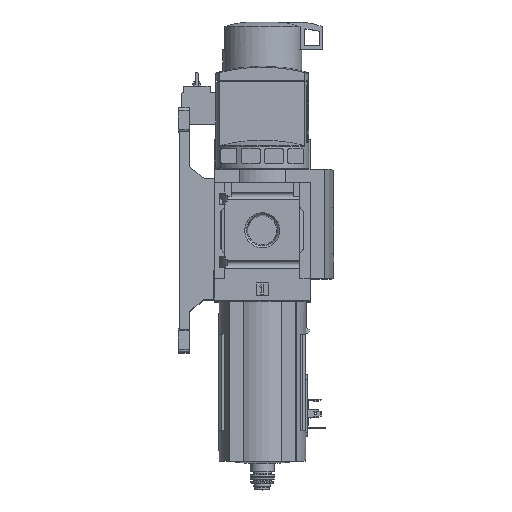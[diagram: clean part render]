
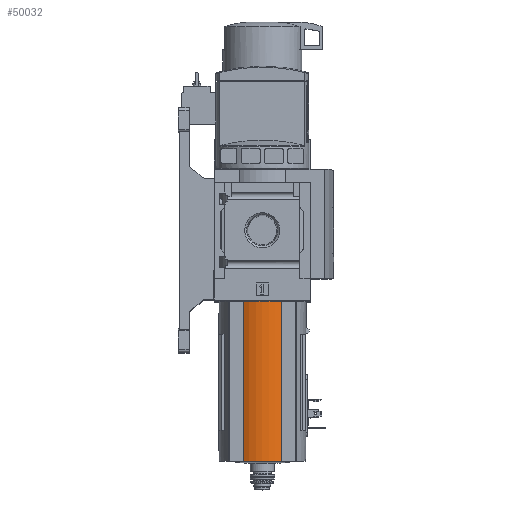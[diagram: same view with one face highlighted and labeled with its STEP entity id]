
A CAD part, top view. The second image highlights one B-rep face of the part: STEP entity #50032.
In plain terms, the highlighted cylindrical face has radius 24.8 mm (diameter 49.6 mm), a partial arc.
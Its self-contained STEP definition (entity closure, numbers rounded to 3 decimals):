
#3016=LINE('',#68944,#7013);
#3017=LINE('',#68948,#7014);
#7013=VECTOR('',#57687,1000.);
#7014=VECTOR('',#57692,1000.);
#10087=CIRCLE('',#52238,24.8);
#10145=CIRCLE('',#52464,24.8);
#13760=ORIENTED_EDGE('',*,*,#23423,.T.);
#13761=ORIENTED_EDGE('',*,*,#23424,.T.);
#13762=ORIENTED_EDGE('',*,*,#23425,.F.);
#13763=ORIENTED_EDGE('',*,*,#23054,.F.);
#23054=EDGE_CURVE('',#28225,#28226,#10087,.T.);
#23423=EDGE_CURVE('',#28225,#28458,#3016,.T.);
#23424=EDGE_CURVE('',#28458,#28459,#10145,.T.);
#23425=EDGE_CURVE('',#28226,#28459,#3017,.T.);
#28225=VERTEX_POINT('',#68150);
#28226=VERTEX_POINT('',#68152);
#28458=VERTEX_POINT('',#68943);
#28459=VERTEX_POINT('',#68947);
#32046=EDGE_LOOP('',(#13760,#13761,#13762,#13763));
#34537=FACE_BOUND('',#32046,.T.);
#36571=CYLINDRICAL_SURFACE('',#52463,24.8);
#50032=ADVANCED_FACE('',(#34537),#36571,.T.);
#52238=AXIS2_PLACEMENT_3D('',#68151,#56954,#56955);
#52463=AXIS2_PLACEMENT_3D('',#68945,#57688,#57689);
#52464=AXIS2_PLACEMENT_3D('',#68946,#57690,#57691);
#56954=DIRECTION('',(0.,1.,0.));
#56955=DIRECTION('',(1.,0.,0.));
#57687=DIRECTION('',(0.,-1.,0.));
#57688=DIRECTION('',(0.,-1.,0.));
#57689=DIRECTION('',(0.,0.,-1.));
#57690=DIRECTION('',(0.,1.,0.));
#57691=DIRECTION('',(0.,0.,1.));
#57692=DIRECTION('',(0.,-1.,0.));
#68150=CARTESIAN_POINT('',(-12.361,-45.5,21.5));
#68151=CARTESIAN_POINT('',(0.,-45.5,0.));
#68152=CARTESIAN_POINT('',(12.361,-45.5,21.5));
#68943=CARTESIAN_POINT('',(-12.361,-148.89,21.5));
#68944=CARTESIAN_POINT('',(-12.361,-45.5,21.5));
#68945=CARTESIAN_POINT('',(0.,-45.5,0.));
#68946=CARTESIAN_POINT('',(0.,-148.89,0.));
#68947=CARTESIAN_POINT('',(12.361,-148.89,21.5));
#68948=CARTESIAN_POINT('',(12.361,-45.5,21.5));
